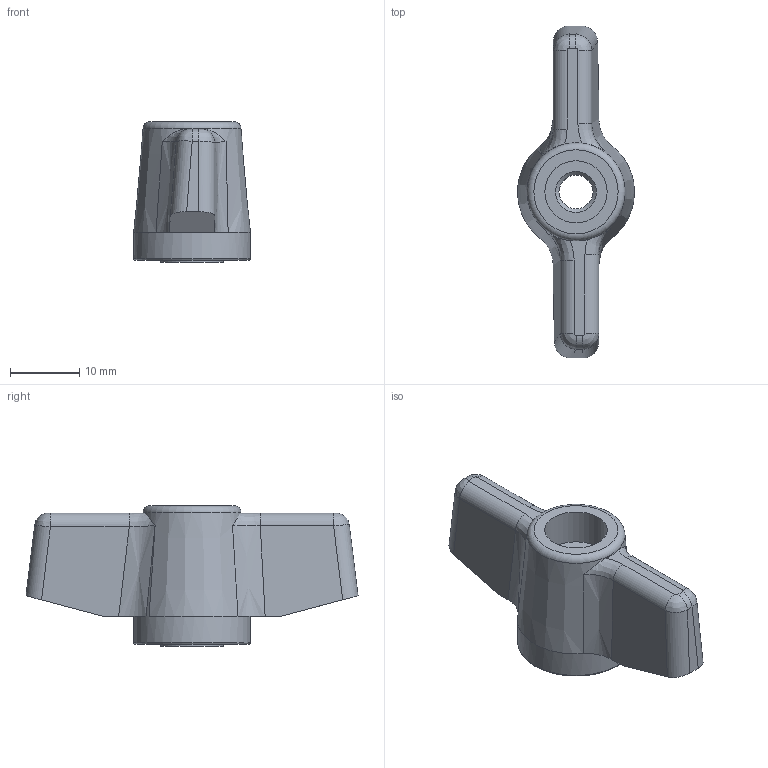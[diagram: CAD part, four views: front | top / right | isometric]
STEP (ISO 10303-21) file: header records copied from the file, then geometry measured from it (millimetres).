
FILE_DESCRIPTION( ( 'Unknown' ), '1' );
FILE_NAME( '6309010_GB48_FP_M06.stp', 'Unknown', ( 'Unknown' ), ( 'Unknown' ), 'PSStep 11.0', 'Unknown', ' ' );
FILE_SCHEMA( ( 'AUTOMOTIVE_DESIGN { 1 0 10303 214 1 1 1 1 }' ) );
Length unit declared in the file: millimetre
Products named in the file (1): 6309010
Bounding box: 16.9 x 48 x 20.3 mm (x, y, z)
Volume: 5875.8 mm3; surface area: 2805.7 mm2
Topology: 1 solids, 1 shells, 48 faces, 114 edges, 70 vertices
Faces by surface type: plane 16, cylinder 14, bspline 12, cone 4, torus 2
Full cylindrical faces by diameter (mm): 4.917 x1, 9 x2, 16.9 x1
Entity records: 2692 total; most frequent: CARTESIAN_POINT 1340, ORIENTED_EDGE 196, DIRECTION 188, EDGE_CURVE 98, AXIS2_PLACEMENT_3D 78, VERTEX_POINT 64, EDGE_LOOP 60, FACE_OUTER_BOUND 53
